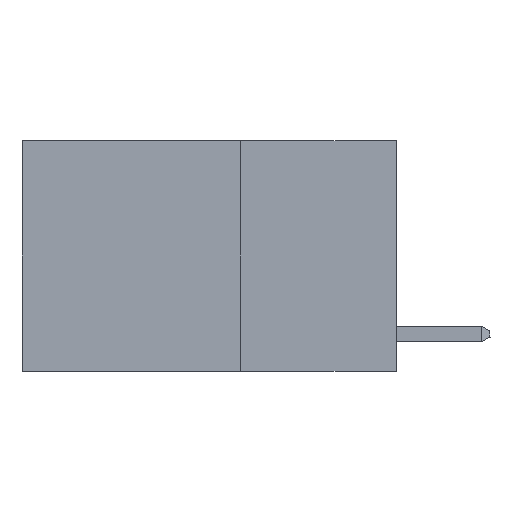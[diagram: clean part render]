
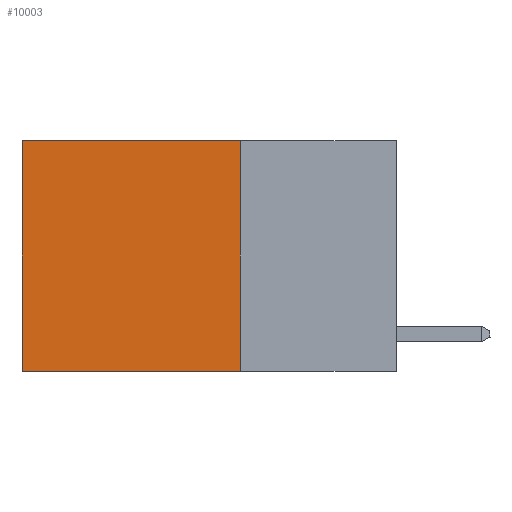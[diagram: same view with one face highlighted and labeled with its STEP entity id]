
A CAD part, left-side view. The second image highlights one B-rep face of the part: STEP entity #10003.
In plain terms, the highlighted planar face has unit normal (-1, 0, 0).
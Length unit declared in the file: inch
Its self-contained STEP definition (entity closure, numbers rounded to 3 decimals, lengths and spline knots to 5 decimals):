
#100 = VECTOR ( 'NONE', #8918, 39.37008 ) ;
#281 = LINE ( 'NONE', #2091, #2381 ) ;
#494 = DIRECTION ( 'NONE',  ( 1., 0., 0. ) ) ;
#668 = ORIENTED_EDGE ( 'NONE', *, *, #2048, .F. ) ;
#1153 = CARTESIAN_POINT ( 'NONE',  ( 0.2625, 0.6, 0. ) ) ;
#2048 = EDGE_CURVE ( 'NONE', #15776, #8703, #2368, .T. ) ;
#2091 = CARTESIAN_POINT ( 'NONE',  ( 0.2625, 0.25, -0.37 ) ) ;
#2368 = LINE ( 'NONE', #7617, #21970 ) ;
#2381 = VECTOR ( 'NONE', #7698, 39.37008 ) ;
#2765 = AXIS2_PLACEMENT_3D ( 'NONE', #19126, #494, #7899 ) ;
#2983 = LINE ( 'NONE', #1153, #100 ) ;
#6549 = LINE ( 'NONE', #13992, #16248 ) ;
#7617 = CARTESIAN_POINT ( 'NONE',  ( 0.2625, 0.25, 0. ) ) ;
#7698 = DIRECTION ( 'NONE',  ( 0., 1., 0. ) ) ;
#7899 = DIRECTION ( 'NONE',  ( 0., 0., -1. ) ) ;
#8703 = VERTEX_POINT ( 'NONE', #11113 ) ;
#8918 = DIRECTION ( 'NONE',  ( 0., 0., -1. ) ) ;
#8992 = ORIENTED_EDGE ( 'NONE', *, *, #9441, .T. ) ;
#9441 = EDGE_CURVE ( 'NONE', #15345, #13435, #2983, .T. ) ;
#10003 = ADVANCED_FACE ( 'NONE', ( #16595 ), #24042, .F. ) ;
#11113 = CARTESIAN_POINT ( 'NONE',  ( 0.2625, 0.25, -0.37 ) ) ;
#11544 = CARTESIAN_POINT ( 'NONE',  ( 0.2625, 0.6, 0. ) ) ;
#13435 = VERTEX_POINT ( 'NONE', #21089 ) ;
#13864 = DIRECTION ( 'NONE',  ( 0., 1., 0. ) ) ;
#13992 = CARTESIAN_POINT ( 'NONE',  ( 0.2625, 0.25, 0. ) ) ;
#14627 = EDGE_CURVE ( 'NONE', #8703, #13435, #281, .T. ) ;
#15345 = VERTEX_POINT ( 'NONE', #11544 ) ;
#15614 = ORIENTED_EDGE ( 'NONE', *, *, #22108, .T. ) ;
#15776 = VERTEX_POINT ( 'NONE', #17979 ) ;
#15871 = EDGE_LOOP ( 'NONE', ( #8992, #22515, #668, #15614 ) ) ;
#16248 = VECTOR ( 'NONE', #13864, 39.37008 ) ;
#16595 = FACE_OUTER_BOUND ( 'NONE', #15871, .T. ) ;
#17979 = CARTESIAN_POINT ( 'NONE',  ( 0.2625, 0.25, 0. ) ) ;
#19126 = CARTESIAN_POINT ( 'NONE',  ( 0.2625, 0.25, 0. ) ) ;
#20675 = DIRECTION ( 'NONE',  ( 0., 0., -1. ) ) ;
#21089 = CARTESIAN_POINT ( 'NONE',  ( 0.2625, 0.6, -0.37 ) ) ;
#21970 = VECTOR ( 'NONE', #20675, 39.37008 ) ;
#22108 = EDGE_CURVE ( 'NONE', #15776, #15345, #6549, .T. ) ;
#22515 = ORIENTED_EDGE ( 'NONE', *, *, #14627, .F. ) ;
#24042 = PLANE ( 'NONE',  #2765 ) ;
